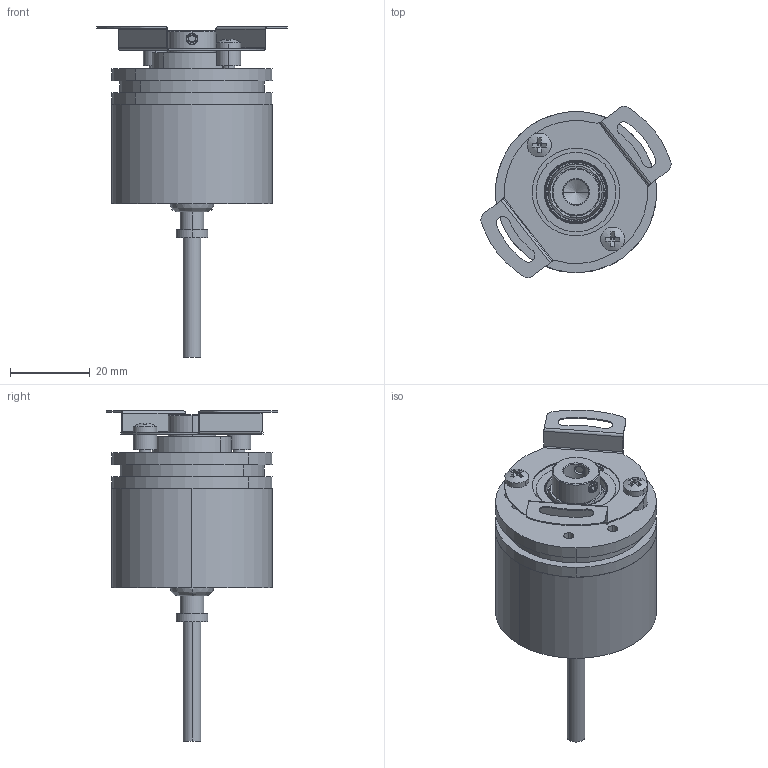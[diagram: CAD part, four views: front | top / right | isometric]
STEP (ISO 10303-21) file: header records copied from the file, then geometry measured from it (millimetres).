
FILE_DESCRIPTION (( 'STEP AP203' ), '1' );
FILE_NAME ('A41H-3600-HZCP6-AL2.STEP', '2024-08-21T16:36:43', ( '' ), ( '' ), 'SwSTEP 2.0', 'SolidWorks 2021', '' );
FILE_SCHEMA (( 'CONFIG_CONTROL_DESIGN' ));
Length unit declared in the file: inch
Products named in the file (1): A41H-3600-HZCP6-AL2
Bounding box: 47.83 x 43.16 x 83 mm (x, y, z)
Volume: 19446.4 mm3; surface area: 20890.2 mm2
Topology: 15 solids, 15 shells, 465 faces, 1130 edges, 687 vertices
Faces by surface type: cylinder 186, plane 139, cone 76, bspline 64
Entity records: 16192 total; most frequent: CARTESIAN_POINT 5462, DIRECTION 2308, ORIENTED_EDGE 2168, EDGE_CURVE 1084, AXIS2_PLACEMENT_3D 934, VERTEX_POINT 687, EDGE_LOOP 533, CIRCLE 532
